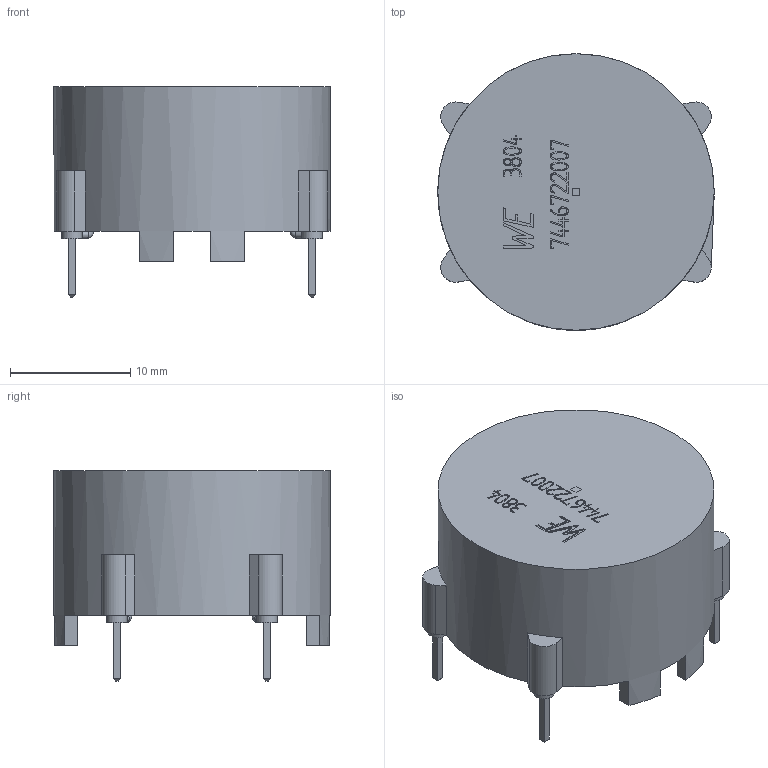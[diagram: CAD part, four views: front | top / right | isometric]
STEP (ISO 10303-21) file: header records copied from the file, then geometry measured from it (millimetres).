
FILE_DESCRIPTION( ( 'Unknown' ), '1' );
FILE_NAME( '7446722007.stp', 'Unknown', ( 'Unknown' ), ( 'Unknown' ), 'XStep 1.0', 'Unknown', ' ' );
FILE_SCHEMA( ( 'automotive_design' ) );
Length unit declared in the file: millimetre
Products named in the file (6): Assem1; Pin; 7446722007
Bounding box: 23 x 23 x 17.5 mm (x, y, z)
Volume: 4295.9 mm3; surface area: 8220.5 mm2
Topology: 13 solids, 13 shells, 871 faces, 2001 edges, 1218 vertices
Faces by surface type: plane 464, cylinder 185, torus 104, bspline 64, extrusion 54
Full cylindrical faces by diameter (mm): 0.6 x164, 1.7 x5, 10 x2, 16 x2, 21 x2, 23 x2
Entity records: 17811 total; most frequent: CARTESIAN_POINT 9549, ORIENTED_EDGE 1534, DIRECTION 1446, EDGE_CURVE 767, EDGE_LOOP 619, FACE_OUTER_BOUND 589, VERTEX_POINT 574, AXIS2_PLACEMENT_3D 570
